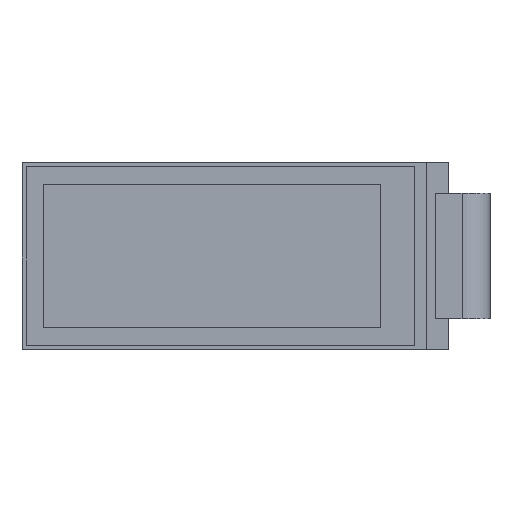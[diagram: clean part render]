
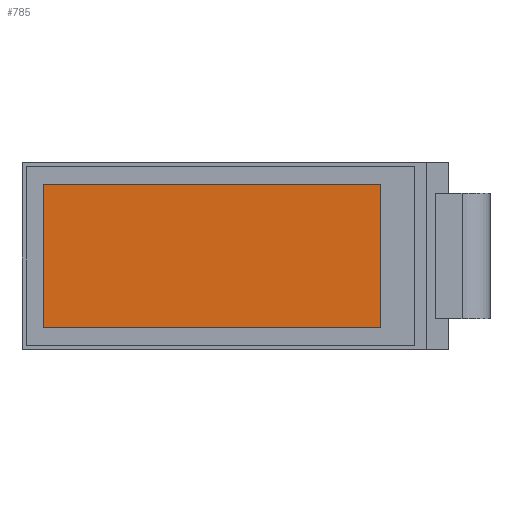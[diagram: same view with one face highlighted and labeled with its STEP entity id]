
A CAD part, top view. The second image highlights one B-rep face of the part: STEP entity #785.
In plain terms, the highlighted planar face has unit normal (0, 0, 1).
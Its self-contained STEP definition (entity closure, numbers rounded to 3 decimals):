
#47=FACE_OUTER_BOUND('',#95,.T.);
#95=EDGE_LOOP('',(#535,#536,#537,#538));
#143=LINE('',#1123,#241);
#146=LINE('',#1129,#244);
#149=LINE('',#1135,#247);
#152=LINE('',#1139,#250);
#241=VECTOR('',#909,10.);
#244=VECTOR('',#914,10.);
#247=VECTOR('',#919,10.);
#250=VECTOR('',#924,10.);
#339=VERTEX_POINT('',#1120);
#340=VERTEX_POINT('',#1122);
#342=VERTEX_POINT('',#1128);
#344=VERTEX_POINT('',#1134);
#411=EDGE_CURVE('',#340,#339,#143,.T.);
#414=EDGE_CURVE('',#342,#340,#146,.T.);
#417=EDGE_CURVE('',#344,#342,#149,.T.);
#420=EDGE_CURVE('',#339,#344,#152,.T.);
#535=ORIENTED_EDGE('',*,*,#420,.T.);
#536=ORIENTED_EDGE('',*,*,#417,.T.);
#537=ORIENTED_EDGE('',*,*,#414,.T.);
#538=ORIENTED_EDGE('',*,*,#411,.T.);
#743=PLANE('',#851);
#785=ADVANCED_FACE('',(#47),#743,.T.);
#851=AXIS2_PLACEMENT_3D('',#1140,#925,#926);
#909=DIRECTION('',(0.,-1.,0.));
#914=DIRECTION('',(-1.,0.,0.));
#919=DIRECTION('',(0.,1.,0.));
#924=DIRECTION('',(1.,0.,0.));
#925=DIRECTION('center_axis',(0.,0.,1.));
#926=DIRECTION('ref_axis',(1.,0.,0.));
#1120=CARTESIAN_POINT('',(22.,13.256,0.23));
#1122=CARTESIAN_POINT('',(22.,24.,0.23));
#1123=CARTESIAN_POINT('',(22.,13.256,0.23));
#1128=CARTESIAN_POINT('',(47.28,24.,0.23));
#1129=CARTESIAN_POINT('',(22.,24.,0.23));
#1134=CARTESIAN_POINT('',(47.28,13.256,0.23));
#1135=CARTESIAN_POINT('',(47.28,24.,0.23));
#1139=CARTESIAN_POINT('',(47.28,13.256,0.23));
#1140=CARTESIAN_POINT('Origin',(34.64,18.628,0.23));
